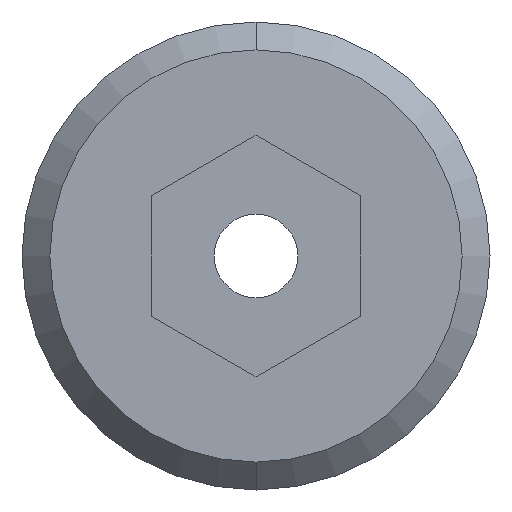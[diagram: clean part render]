
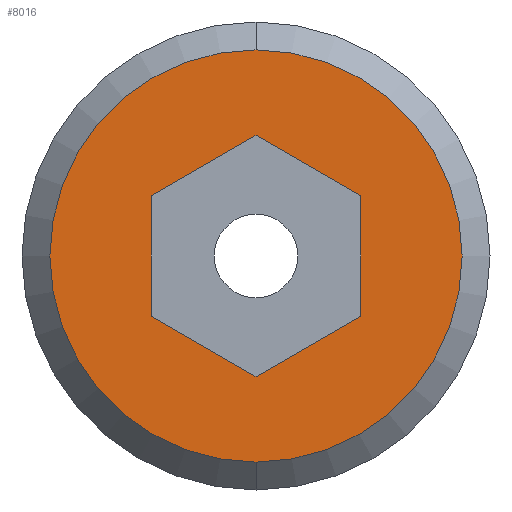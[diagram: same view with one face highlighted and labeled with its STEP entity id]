
A CAD part, left-side view. The second image highlights one B-rep face of the part: STEP entity #8016.
In plain terms, the highlighted planar face has unit normal (-1, 0, 0).
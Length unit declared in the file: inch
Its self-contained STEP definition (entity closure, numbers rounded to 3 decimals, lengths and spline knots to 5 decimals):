
#3371=CARTESIAN_POINT('',(-0.123,0.,0.));
#3372=DIRECTION('',(-1.,0.,0.));
#3373=DIRECTION('',(0.,1.,0.));
#3374=AXIS2_PLACEMENT_3D('',#3371,#3372,#3373);
#3389=DIRECTION('',(0.,0.5,0.866));
#3390=VECTOR('',#3389,0.05196);
#3391=CARTESIAN_POINT('',(-0.123,0.02598,-0.045));
#3392=LINE('',#3391,#3390);
#3393=DIRECTION('',(0.,1.,0.));
#3394=VECTOR('',#3393,0.05196);
#3395=CARTESIAN_POINT('',(-0.123,-0.02598,-0.045));
#3396=LINE('',#3395,#3394);
#3397=DIRECTION('',(0.,0.5,-0.866));
#3398=VECTOR('',#3397,0.05196);
#3399=CARTESIAN_POINT('',(-0.123,-0.05196,0.));
#3400=LINE('',#3399,#3398);
#3401=DIRECTION('',(0.,-0.5,-0.866));
#3402=VECTOR('',#3401,0.05196);
#3403=CARTESIAN_POINT('',(-0.123,-0.02598,0.045));
#3404=LINE('',#3403,#3402);
#3405=DIRECTION('',(0.,-1.,0.));
#3406=VECTOR('',#3405,0.05196);
#3407=CARTESIAN_POINT('',(-0.123,0.02598,0.045));
#3408=LINE('',#3407,#3406);
#3409=DIRECTION('',(0.,-0.5,0.866));
#3410=VECTOR('',#3409,0.05196);
#3411=CARTESIAN_POINT('',(-0.123,0.05196,0.));
#3412=LINE('',#3411,#3410);
#3413=CARTESIAN_POINT('',(-0.123,0.,0.));
#3414=DIRECTION('',(1.,0.,0.));
#3415=DIRECTION('',(0.,1.,0.));
#3416=AXIS2_PLACEMENT_3D('',#3413,#3414,#3415);
#3633=CARTESIAN_POINT('',(-0.123,0.08875,0.));
#3634=CARTESIAN_POINT('',(-0.123,-0.08875,0.));
#3635=VERTEX_POINT('',#3633);
#3636=VERTEX_POINT('',#3634);
#3653=CARTESIAN_POINT('',(-0.123,0.02598,-0.045));
#3654=CARTESIAN_POINT('',(-0.123,0.05196,0.));
#3655=VERTEX_POINT('',#3653);
#3656=VERTEX_POINT('',#3654);
#3657=CARTESIAN_POINT('',(-0.123,-0.02598,-0.045));
#3658=VERTEX_POINT('',#3657);
#3659=CARTESIAN_POINT('',(-0.123,-0.05196,0.));
#3660=VERTEX_POINT('',#3659);
#3661=CARTESIAN_POINT('',(-0.123,-0.02598,0.045));
#3662=VERTEX_POINT('',#3661);
#3663=CARTESIAN_POINT('',(-0.123,0.02598,0.045));
#3664=VERTEX_POINT('',#3663);
#7992=CARTESIAN_POINT('',(-0.123,0.,0.));
#7993=DIRECTION('',(1.,0.,0.));
#7994=DIRECTION('',(0.,-1.,0.));
#7995=AXIS2_PLACEMENT_3D('',#7992,#7993,#7994);
#7996=PLANE('',#7995);
#7997=ORIENTED_EDGE('',*,*,#7982,.F.);
#7999=ORIENTED_EDGE('',*,*,#7998,.T.);
#8000=EDGE_LOOP('',(#7997,#7999));
#8001=FACE_OUTER_BOUND('',#8000,.F.);
#8003=ORIENTED_EDGE('',*,*,#8002,.F.);
#8005=ORIENTED_EDGE('',*,*,#8004,.F.);
#8007=ORIENTED_EDGE('',*,*,#8006,.F.);
#8009=ORIENTED_EDGE('',*,*,#8008,.F.);
#8011=ORIENTED_EDGE('',*,*,#8010,.F.);
#8013=ORIENTED_EDGE('',*,*,#8012,.F.);
#8014=EDGE_LOOP('',(#8003,#8005,#8007,#8009,#8011,#8013));
#8015=FACE_BOUND('',#8014,.F.);
#3375=CIRCLE('',#3374,0.08875);
#3417=CIRCLE('',#3416,0.08875);
#7982=EDGE_CURVE('',#3635,#3636,#3375,.T.);
#7998=EDGE_CURVE('',#3635,#3636,#3417,.T.);
#8002=EDGE_CURVE('',#3655,#3656,#3392,.T.);
#8004=EDGE_CURVE('',#3658,#3655,#3396,.T.);
#8006=EDGE_CURVE('',#3660,#3658,#3400,.T.);
#8008=EDGE_CURVE('',#3662,#3660,#3404,.T.);
#8010=EDGE_CURVE('',#3664,#3662,#3408,.T.);
#8012=EDGE_CURVE('',#3656,#3664,#3412,.T.);
#8016=ADVANCED_FACE('',(#8001,#8015),#7996,.F.);
